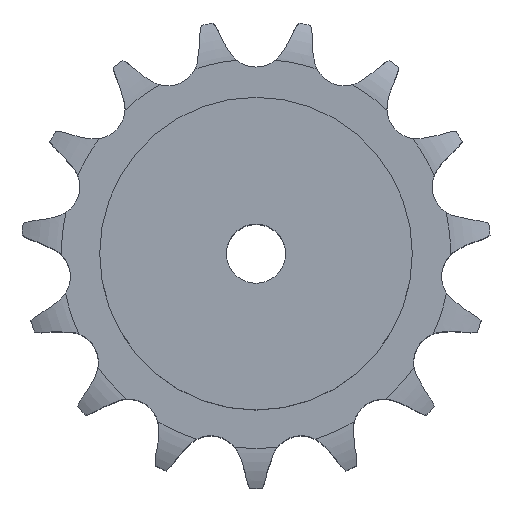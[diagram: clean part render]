
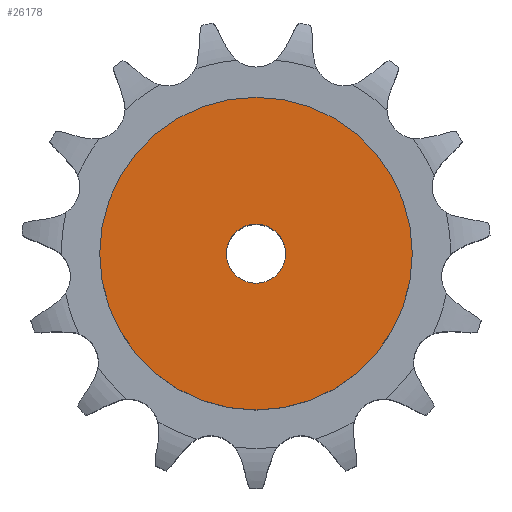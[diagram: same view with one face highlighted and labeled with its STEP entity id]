
A CAD part, top view. The second image highlights one B-rep face of the part: STEP entity #26178.
In plain terms, the highlighted planar face has unit normal (0, 0, 1).
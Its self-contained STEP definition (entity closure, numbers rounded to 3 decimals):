
#14194 = CYLINDRICAL_SURFACE('',#14195,12.5);
#14195 = AXIS2_PLACEMENT_3D('',#14196,#14197,#14198);
#14196 = CARTESIAN_POINT('',(0.,0.,347.914));
#14197 = DIRECTION('',(0.,0.,1.));
#14198 = DIRECTION('',(1.,0.,0.));
#17979 = EDGE_CURVE('',#17980,#17980,#17982,.T.);
#17980 = VERTEX_POINT('',#17981);
#17981 = CARTESIAN_POINT('',(12.5,0.,150.));
#17982 = SURFACE_CURVE('',#17983,(#17988,#17995),.PCURVE_S1.);
#17983 = CIRCLE('',#17984,12.5);
#17984 = AXIS2_PLACEMENT_3D('',#17985,#17986,#17987);
#17985 = CARTESIAN_POINT('',(0.,0.,150.));
#17986 = DIRECTION('',(0.,0.,1.));
#17987 = DIRECTION('',(1.,0.,0.));
#17988 = PCURVE('',#14194,#17989);
#17989 = DEFINITIONAL_REPRESENTATION('',(#17990),#17994);
#17990 = LINE('',#17991,#17992);
#17991 = CARTESIAN_POINT('',(0.,-197.914));
#17992 = VECTOR('',#17993,1.);
#17993 = DIRECTION('',(1.,0.));
#17994 = ( GEOMETRIC_REPRESENTATION_CONTEXT(2) 
PARAMETRIC_REPRESENTATION_CONTEXT() REPRESENTATION_CONTEXT('2D SPACE',''
  ) );
#17995 = PCURVE('',#17996,#18001);
#17996 = PLANE('',#17997);
#17997 = AXIS2_PLACEMENT_3D('',#17998,#17999,#18000);
#17998 = CARTESIAN_POINT('',(0.,0.,150.
    ));
#17999 = DIRECTION('',(0.,0.,1.));
#18000 = DIRECTION('',(1.,0.,0.));
#18001 = DEFINITIONAL_REPRESENTATION('',(#18002),#18006);
#18002 = CIRCLE('',#18003,12.5);
#18003 = AXIS2_PLACEMENT_2D('',#18004,#18005);
#18004 = CARTESIAN_POINT('',(0.,0.));
#18005 = DIRECTION('',(1.,0.));
#18006 = ( GEOMETRIC_REPRESENTATION_CONTEXT(2) 
PARAMETRIC_REPRESENTATION_CONTEXT() REPRESENTATION_CONTEXT('2D SPACE',''
  ) );
#26178 = ADVANCED_FACE('',(#26179,#26210),#17996,.T.);
#26179 = FACE_BOUND('',#26180,.T.);
#26180 = EDGE_LOOP('',(#26181));
#26181 = ORIENTED_EDGE('',*,*,#26182,.T.);
#26182 = EDGE_CURVE('',#26183,#26183,#26185,.T.);
#26183 = VERTEX_POINT('',#26184);
#26184 = CARTESIAN_POINT('',(66.,0.,150.));
#26185 = SURFACE_CURVE('',#26186,(#26191,#26198),.PCURVE_S1.);
#26186 = CIRCLE('',#26187,66.);
#26187 = AXIS2_PLACEMENT_3D('',#26188,#26189,#26190);
#26188 = CARTESIAN_POINT('',(0.,0.,150.));
#26189 = DIRECTION('',(0.,0.,1.));
#26190 = DIRECTION('',(1.,0.,0.));
#26191 = PCURVE('',#17996,#26192);
#26192 = DEFINITIONAL_REPRESENTATION('',(#26193),#26197);
#26193 = CIRCLE('',#26194,66.);
#26194 = AXIS2_PLACEMENT_2D('',#26195,#26196);
#26195 = CARTESIAN_POINT('',(0.,0.));
#26196 = DIRECTION('',(1.,0.));
#26197 = ( GEOMETRIC_REPRESENTATION_CONTEXT(2) 
PARAMETRIC_REPRESENTATION_CONTEXT() REPRESENTATION_CONTEXT('2D SPACE',''
  ) );
#26198 = PCURVE('',#26199,#26204);
#26199 = CYLINDRICAL_SURFACE('',#26200,66.);
#26200 = AXIS2_PLACEMENT_3D('',#26201,#26202,#26203);
#26201 = CARTESIAN_POINT('',(0.,0.,0.));
#26202 = DIRECTION('',(-0.,-0.,-1.));
#26203 = DIRECTION('',(1.,0.,0.));
#26204 = DEFINITIONAL_REPRESENTATION('',(#26205),#26209);
#26205 = LINE('',#26206,#26207);
#26206 = CARTESIAN_POINT('',(-0.,-150.));
#26207 = VECTOR('',#26208,1.);
#26208 = DIRECTION('',(-1.,0.));
#26209 = ( GEOMETRIC_REPRESENTATION_CONTEXT(2) 
PARAMETRIC_REPRESENTATION_CONTEXT() REPRESENTATION_CONTEXT('2D SPACE',''
  ) );
#26210 = FACE_BOUND('',#26211,.T.);
#26211 = EDGE_LOOP('',(#26212));
#26212 = ORIENTED_EDGE('',*,*,#17979,.F.);
